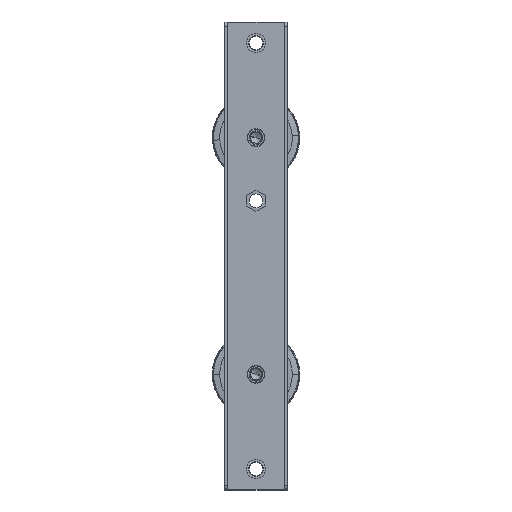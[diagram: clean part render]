
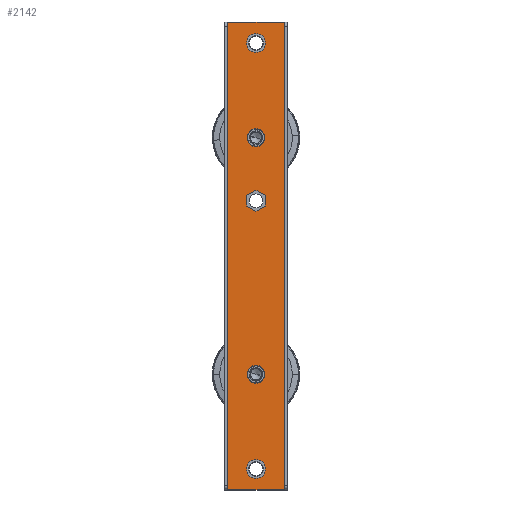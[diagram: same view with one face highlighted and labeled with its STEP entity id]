
A CAD part, front view. The second image highlights one B-rep face of the part: STEP entity #2142.
In plain terms, the highlighted planar face has unit normal (0, -1, 0).
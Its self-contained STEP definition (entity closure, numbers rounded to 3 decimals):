
#567=DIRECTION('',(-1.,0.,0.));
#568=VECTOR('',#567,54.);
#569=CARTESIAN_POINT('',(27.,7.,445.));
#570=LINE('',#569,#568);
#571=DIRECTION('',(-1.,0.,0.));
#572=VECTOR('',#571,54.);
#573=CARTESIAN_POINT('',(27.,7.,0.));
#574=LINE('',#573,#572);
#575=DIRECTION('',(0.,0.,-1.));
#576=VECTOR('',#575,445.);
#577=CARTESIAN_POINT('',(27.,7.,445.));
#578=LINE('',#577,#576);
#579=CARTESIAN_POINT('',(0.,7.,335.));
#580=DIRECTION('',(0.,-1.,0.));
#581=DIRECTION('',(0.,0.,1.));
#582=AXIS2_PLACEMENT_3D('',#579,#580,#581);
#584=CARTESIAN_POINT('',(0.,7.,335.));
#585=DIRECTION('',(0.,-1.,0.));
#586=DIRECTION('',(0.,0.,-1.));
#587=AXIS2_PLACEMENT_3D('',#584,#585,#586);
#589=CARTESIAN_POINT('',(0.,7.,110.));
#590=DIRECTION('',(0.,-1.,0.));
#591=DIRECTION('',(0.,0.,1.));
#592=AXIS2_PLACEMENT_3D('',#589,#590,#591);
#594=CARTESIAN_POINT('',(0.,7.,110.));
#595=DIRECTION('',(0.,-1.,0.));
#596=DIRECTION('',(0.,0.,-1.));
#597=AXIS2_PLACEMENT_3D('',#594,#595,#596);
#599=CARTESIAN_POINT('',(0.,7.,425.));
#600=DIRECTION('',(0.,-1.,0.));
#601=DIRECTION('',(0.,0.,-1.));
#602=AXIS2_PLACEMENT_3D('',#599,#600,#601);
#604=CARTESIAN_POINT('',(0.,7.,425.));
#605=DIRECTION('',(0.,-1.,0.));
#606=DIRECTION('',(0.,0.,1.));
#607=AXIS2_PLACEMENT_3D('',#604,#605,#606);
#609=CARTESIAN_POINT('',(0.,7.,20.));
#610=DIRECTION('',(0.,-1.,0.));
#611=DIRECTION('',(0.,0.,-1.));
#612=AXIS2_PLACEMENT_3D('',#609,#610,#611);
#614=CARTESIAN_POINT('',(0.,7.,20.));
#615=DIRECTION('',(0.,-1.,0.));
#616=DIRECTION('',(0.,0.,1.));
#617=AXIS2_PLACEMENT_3D('',#614,#615,#616);
#619=DIRECTION('',(0.,0.,-1.));
#620=VECTOR('',#619,10.);
#621=CARTESIAN_POINT('',(-8.66,7.,280.));
#622=LINE('',#621,#620);
#623=DIRECTION('',(0.866,0.,-0.5));
#624=VECTOR('',#623,10.);
#625=CARTESIAN_POINT('',(-8.66,7.,270.));
#626=LINE('',#625,#624);
#627=DIRECTION('',(0.866,0.,0.5));
#628=VECTOR('',#627,10.);
#629=CARTESIAN_POINT('',(0.,7.,265.));
#630=LINE('',#629,#628);
#631=DIRECTION('',(0.,0.,1.));
#632=VECTOR('',#631,10.);
#633=CARTESIAN_POINT('',(8.66,7.,270.));
#634=LINE('',#633,#632);
#635=DIRECTION('',(-0.866,0.,0.5));
#636=VECTOR('',#635,10.);
#637=CARTESIAN_POINT('',(8.66,7.,280.));
#638=LINE('',#637,#636);
#639=DIRECTION('',(-0.866,0.,-0.5));
#640=VECTOR('',#639,10.);
#641=CARTESIAN_POINT('',(0.,7.,285.));
#642=LINE('',#641,#640);
#652=DIRECTION('',(0.,0.,-1.));
#653=VECTOR('',#652,445.);
#654=CARTESIAN_POINT('',(-27.,7.,445.));
#655=LINE('',#654,#653);
#1385=CARTESIAN_POINT('',(-27.,7.,0.));
#1386=VERTEX_POINT('',#1385);
#1387=CARTESIAN_POINT('',(27.,7.,0.));
#1388=VERTEX_POINT('',#1387);
#1533=CARTESIAN_POINT('',(27.,7.,445.));
#1534=VERTEX_POINT('',#1533);
#1535=CARTESIAN_POINT('',(-27.,7.,445.));
#1536=VERTEX_POINT('',#1535);
#1541=CARTESIAN_POINT('',(0.,7.,343.5));
#1542=CARTESIAN_POINT('',(0.,7.,326.5));
#1543=VERTEX_POINT('',#1541);
#1544=VERTEX_POINT('',#1542);
#1545=CARTESIAN_POINT('',(0.,7.,118.5));
#1546=CARTESIAN_POINT('',(0.,7.,101.5));
#1547=VERTEX_POINT('',#1545);
#1548=VERTEX_POINT('',#1546);
#1549=CARTESIAN_POINT('',(0.,7.,416.));
#1550=CARTESIAN_POINT('',(0.,7.,434.));
#1551=VERTEX_POINT('',#1549);
#1552=VERTEX_POINT('',#1550);
#1553=CARTESIAN_POINT('',(0.,7.,11.));
#1554=CARTESIAN_POINT('',(0.,7.,29.));
#1555=VERTEX_POINT('',#1553);
#1556=VERTEX_POINT('',#1554);
#1557=CARTESIAN_POINT('',(-8.66,7.,280.));
#1558=CARTESIAN_POINT('',(-8.66,7.,270.));
#1559=VERTEX_POINT('',#1557);
#1560=VERTEX_POINT('',#1558);
#1561=CARTESIAN_POINT('',(0.,7.,265.));
#1562=VERTEX_POINT('',#1561);
#1563=CARTESIAN_POINT('',(8.66,7.,270.));
#1564=VERTEX_POINT('',#1563);
#1565=CARTESIAN_POINT('',(8.66,7.,280.));
#1566=VERTEX_POINT('',#1565);
#1567=CARTESIAN_POINT('',(0.,7.,285.));
#1568=VERTEX_POINT('',#1567);
#2092=CARTESIAN_POINT('',(27.,7.,445.));
#2093=DIRECTION('',(0.,1.,0.));
#2094=DIRECTION('',(-1.,0.,0.));
#2095=AXIS2_PLACEMENT_3D('',#2092,#2093,#2094);
#2096=PLANE('',#2095);
#2097=ORIENTED_EDGE('',*,*,#1734,.T.);
#2099=ORIENTED_EDGE('',*,*,#2098,.F.);
#2100=ORIENTED_EDGE('',*,*,#2074,.F.);
#2101=ORIENTED_EDGE('',*,*,#2009,.T.);
#2102=EDGE_LOOP('',(#2097,#2099,#2100,#2101));
#2103=FACE_OUTER_BOUND('',#2102,.F.);
#2105=ORIENTED_EDGE('',*,*,#2104,.T.);
#2107=ORIENTED_EDGE('',*,*,#2106,.T.);
#2108=EDGE_LOOP('',(#2105,#2107));
#2109=FACE_BOUND('',#2108,.F.);
#2111=ORIENTED_EDGE('',*,*,#2110,.T.);
#2113=ORIENTED_EDGE('',*,*,#2112,.T.);
#2114=EDGE_LOOP('',(#2111,#2113));
#2115=FACE_BOUND('',#2114,.F.);
#2117=ORIENTED_EDGE('',*,*,#2116,.T.);
#2119=ORIENTED_EDGE('',*,*,#2118,.T.);
#2120=EDGE_LOOP('',(#2117,#2119));
#2121=FACE_BOUND('',#2120,.F.);
#2123=ORIENTED_EDGE('',*,*,#2122,.T.);
#2125=ORIENTED_EDGE('',*,*,#2124,.T.);
#2126=EDGE_LOOP('',(#2123,#2125));
#2127=FACE_BOUND('',#2126,.F.);
#2129=ORIENTED_EDGE('',*,*,#2128,.T.);
#2131=ORIENTED_EDGE('',*,*,#2130,.T.);
#2133=ORIENTED_EDGE('',*,*,#2132,.T.);
#2135=ORIENTED_EDGE('',*,*,#2134,.T.);
#2137=ORIENTED_EDGE('',*,*,#2136,.T.);
#2139=ORIENTED_EDGE('',*,*,#2138,.T.);
#2140=EDGE_LOOP('',(#2129,#2131,#2133,#2135,#2137,#2139));
#2141=FACE_BOUND('',#2140,.F.);
#583=CIRCLE('',#582,8.5);
#588=CIRCLE('',#587,8.5);
#593=CIRCLE('',#592,8.5);
#598=CIRCLE('',#597,8.5);
#603=CIRCLE('',#602,9.);
#608=CIRCLE('',#607,9.);
#613=CIRCLE('',#612,9.);
#618=CIRCLE('',#617,9.);
#1734=EDGE_CURVE('',#1388,#1386,#574,.T.);
#2009=EDGE_CURVE('',#1534,#1388,#578,.T.);
#2074=EDGE_CURVE('',#1534,#1536,#570,.T.);
#2098=EDGE_CURVE('',#1536,#1386,#655,.T.);
#2104=EDGE_CURVE('',#1543,#1544,#583,.T.);
#2106=EDGE_CURVE('',#1544,#1543,#588,.T.);
#2110=EDGE_CURVE('',#1547,#1548,#593,.T.);
#2112=EDGE_CURVE('',#1548,#1547,#598,.T.);
#2116=EDGE_CURVE('',#1551,#1552,#603,.T.);
#2118=EDGE_CURVE('',#1552,#1551,#608,.T.);
#2122=EDGE_CURVE('',#1555,#1556,#613,.T.);
#2124=EDGE_CURVE('',#1556,#1555,#618,.T.);
#2128=EDGE_CURVE('',#1559,#1560,#622,.T.);
#2130=EDGE_CURVE('',#1560,#1562,#626,.T.);
#2132=EDGE_CURVE('',#1562,#1564,#630,.T.);
#2134=EDGE_CURVE('',#1564,#1566,#634,.T.);
#2136=EDGE_CURVE('',#1566,#1568,#638,.T.);
#2138=EDGE_CURVE('',#1568,#1559,#642,.T.);
#2142=ADVANCED_FACE('',(#2103,#2109,#2115,#2121,#2127,#2141),#2096,.F.);
